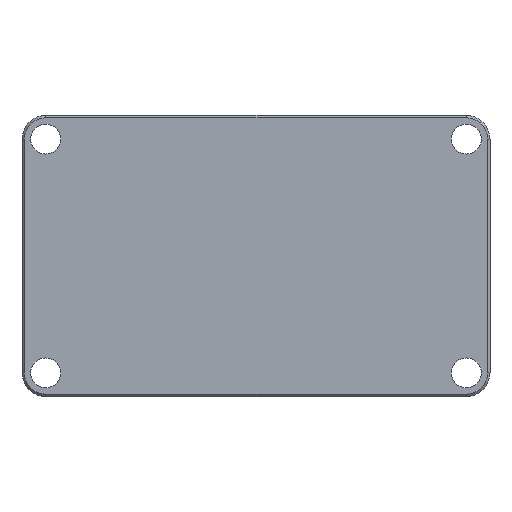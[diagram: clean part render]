
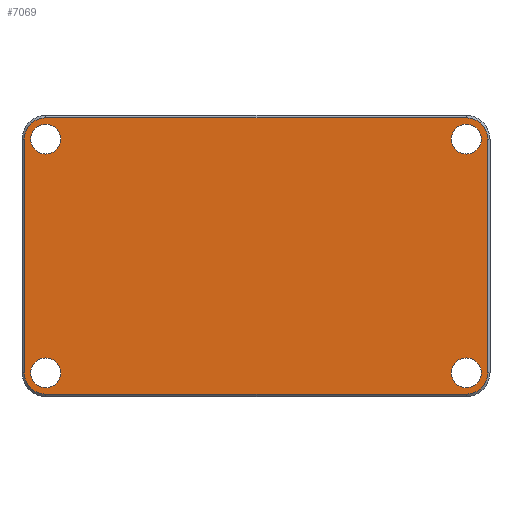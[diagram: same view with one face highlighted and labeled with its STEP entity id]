
A CAD part, front view. The second image highlights one B-rep face of the part: STEP entity #7069.
In plain terms, the highlighted planar face has unit normal (0, -1, 0).
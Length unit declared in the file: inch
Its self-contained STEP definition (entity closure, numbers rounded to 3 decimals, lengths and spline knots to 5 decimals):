
#62=FACE_BOUND('',#1051,.T.);
#63=FACE_BOUND('',#1052,.T.);
#64=FACE_BOUND('',#1053,.T.);
#65=FACE_BOUND('',#1054,.T.);
#322=PLANE('',#7623);
#665=FACE_OUTER_BOUND('',#1050,.T.);
#1050=EDGE_LOOP('',(#6177,#6178,#6179,#6180,#6181,#6182,#6183,#6184));
#1051=EDGE_LOOP('',(#6185));
#1052=EDGE_LOOP('',(#6186));
#1053=EDGE_LOOP('',(#6187));
#1054=EDGE_LOOP('',(#6188));
#1819=LINE('',#11471,#2581);
#1823=LINE('',#11483,#2585);
#1827=LINE('',#11495,#2589);
#1831=LINE('',#11507,#2593);
#2581=VECTOR('',#9372,0.3937);
#2585=VECTOR('',#9384,0.3937);
#2589=VECTOR('',#9396,0.3937);
#2593=VECTOR('',#9408,0.3937);
#2778=CIRCLE('',#7609,0.14393);
#2780=CIRCLE('',#7613,0.14393);
#2782=CIRCLE('',#7617,0.14393);
#2784=CIRCLE('',#7621,0.14393);
#2786=CIRCLE('',#7624,0.1005);
#2787=CIRCLE('',#7625,0.1005);
#2788=CIRCLE('',#7626,0.1005);
#2789=CIRCLE('',#7627,0.1005);
#3404=VERTEX_POINT('',#11468);
#3405=VERTEX_POINT('',#11470);
#3407=VERTEX_POINT('',#11475);
#3409=VERTEX_POINT('',#11481);
#3411=VERTEX_POINT('',#11487);
#3413=VERTEX_POINT('',#11493);
#3415=VERTEX_POINT('',#11499);
#3417=VERTEX_POINT('',#11505);
#3418=VERTEX_POINT('',#11513);
#3419=VERTEX_POINT('',#11515);
#3420=VERTEX_POINT('',#11517);
#3421=VERTEX_POINT('',#11519);
#4334=EDGE_CURVE('',#3404,#3405,#1819,.T.);
#4337=EDGE_CURVE('',#3407,#3404,#2778,.T.);
#4340=EDGE_CURVE('',#3409,#3407,#1823,.T.);
#4343=EDGE_CURVE('',#3411,#3409,#2780,.T.);
#4346=EDGE_CURVE('',#3413,#3411,#1827,.T.);
#4349=EDGE_CURVE('',#3415,#3413,#2782,.T.);
#4352=EDGE_CURVE('',#3417,#3415,#1831,.T.);
#4354=EDGE_CURVE('',#3405,#3417,#2784,.T.);
#4356=EDGE_CURVE('',#3418,#3418,#2786,.T.);
#4357=EDGE_CURVE('',#3419,#3419,#2787,.T.);
#4358=EDGE_CURVE('',#3420,#3420,#2788,.T.);
#4359=EDGE_CURVE('',#3421,#3421,#2789,.T.);
#6177=ORIENTED_EDGE('',*,*,#4334,.F.);
#6178=ORIENTED_EDGE('',*,*,#4337,.F.);
#6179=ORIENTED_EDGE('',*,*,#4340,.F.);
#6180=ORIENTED_EDGE('',*,*,#4343,.F.);
#6181=ORIENTED_EDGE('',*,*,#4346,.F.);
#6182=ORIENTED_EDGE('',*,*,#4349,.F.);
#6183=ORIENTED_EDGE('',*,*,#4352,.F.);
#6184=ORIENTED_EDGE('',*,*,#4354,.F.);
#6185=ORIENTED_EDGE('',*,*,#4356,.T.);
#6186=ORIENTED_EDGE('',*,*,#4357,.T.);
#6187=ORIENTED_EDGE('',*,*,#4358,.T.);
#6188=ORIENTED_EDGE('',*,*,#4359,.T.);
#7069=ADVANCED_FACE('',(#665,#62,#63,#64,#65),#322,.T.);
#7609=AXIS2_PLACEMENT_3D('',#11477,#9377,#9378);
#7613=AXIS2_PLACEMENT_3D('',#11489,#9389,#9390);
#7617=AXIS2_PLACEMENT_3D('',#11501,#9401,#9402);
#7621=AXIS2_PLACEMENT_3D('',#11510,#9412,#9413);
#7623=AXIS2_PLACEMENT_3D('',#11512,#9416,#9417);
#7624=AXIS2_PLACEMENT_3D('',#11514,#9418,#9419);
#7625=AXIS2_PLACEMENT_3D('',#11516,#9420,#9421);
#7626=AXIS2_PLACEMENT_3D('',#11518,#9422,#9423);
#7627=AXIS2_PLACEMENT_3D('',#11520,#9424,#9425);
#9372=DIRECTION('',(-1.,0.,0.));
#9377=DIRECTION('center_axis',(0.,1.,0.));
#9378=DIRECTION('ref_axis',(1.,0.,0.));
#9384=DIRECTION('',(0.,0.,-1.));
#9389=DIRECTION('center_axis',(0.,1.,0.));
#9390=DIRECTION('ref_axis',(0.,0.,
1.));
#9396=DIRECTION('',(1.,0.,0.));
#9401=DIRECTION('center_axis',(0.,1.,0.));
#9402=DIRECTION('ref_axis',(-1.,0.,0.));
#9408=DIRECTION('',(0.,0.,1.));
#9412=DIRECTION('center_axis',(0.,1.,0.));
#9413=DIRECTION('ref_axis',(0.,0.,-1.));
#9416=DIRECTION('center_axis',(0.,-1.,0.));
#9417=DIRECTION('ref_axis',(0.,0.,
-1.));
#9418=DIRECTION('center_axis',(0.,1.,0.));
#9419=DIRECTION('ref_axis',(1.,0.,0.));
#9420=DIRECTION('center_axis',(0.,1.,0.));
#9421=DIRECTION('ref_axis',(1.,0.,0.));
#9422=DIRECTION('center_axis',(0.,1.,0.));
#9423=DIRECTION('ref_axis',(1.,0.,0.));
#9424=DIRECTION('center_axis',(0.,1.,0.));
#9425=DIRECTION('ref_axis',(1.,0.,0.));
#11468=CARTESIAN_POINT('',(4.70581,-0.31693,-0.09669));
#11470=CARTESIAN_POINT('',(1.87116,-0.31693,-0.09669));
#11471=CARTESIAN_POINT('',(3.99715,-0.31693,-0.09669));
#11475=CARTESIAN_POINT('',(4.84974,-0.31693,0.04724));
#11477=CARTESIAN_POINT('Origin',(4.70581,-0.31693,0.04724));
#11481=CARTESIAN_POINT('',(4.84974,-0.31693,1.62205));
#11483=CARTESIAN_POINT('',(4.84974,-0.31693,1.22835));
#11487=CARTESIAN_POINT('',(4.70581,-0.31693,1.76598));
#11489=CARTESIAN_POINT('Origin',(4.70581,-0.31693,1.62205));
#11493=CARTESIAN_POINT('',(1.87116,-0.31693,1.76598));
#11495=CARTESIAN_POINT('',(2.57983,-0.31693,1.76598));
#11499=CARTESIAN_POINT('',(1.72723,-0.31693,1.62205));
#11501=CARTESIAN_POINT('Origin',(1.87116,-0.31693,1.62205));
#11505=CARTESIAN_POINT('',(1.72723,-0.31693,0.04724));
#11507=CARTESIAN_POINT('',(1.72723,-0.31693,0.44094));
#11510=CARTESIAN_POINT('Origin',(1.87116,-0.31693,0.04724));
#11512=CARTESIAN_POINT('Origin',(3.28849,-0.31693,0.83465));
#11513=CARTESIAN_POINT('',(4.60531,-0.31693,1.62205));
#11514=CARTESIAN_POINT('Origin',(4.70581,-0.31693,1.62205));
#11515=CARTESIAN_POINT('',(1.77066,-0.31693,1.62205));
#11516=CARTESIAN_POINT('Origin',(1.87116,-0.31693,1.62205));
#11517=CARTESIAN_POINT('',(4.60531,-0.31693,0.04724));
#11518=CARTESIAN_POINT('Origin',(4.70581,-0.31693,0.04724));
#11519=CARTESIAN_POINT('',(1.77066,-0.31693,0.04724));
#11520=CARTESIAN_POINT('Origin',(1.87116,-0.31693,0.04724));
